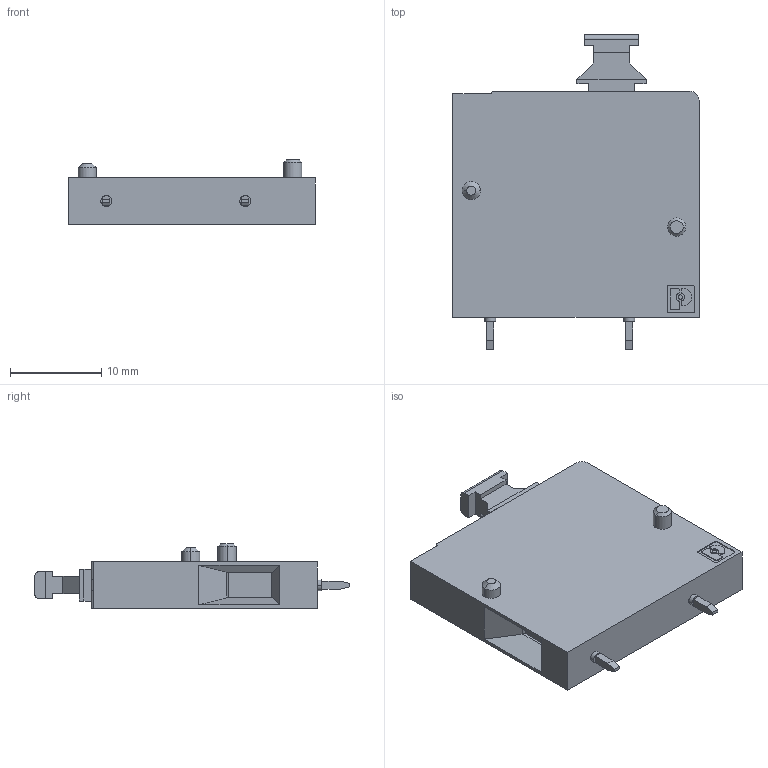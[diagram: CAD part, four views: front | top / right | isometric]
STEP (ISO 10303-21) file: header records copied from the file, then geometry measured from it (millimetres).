
FILE_DESCRIPTION(('SolidDesigner STEP Export'),'1');
FILE_NAME('kds_3-pmt.stp','2000-06-28T11:37:55',(''),(''), 'SolidDesigner STEP processor Version: 7.0(Mar 1999)for AP214(CD)(Solid Model)', 'CoCreate SolidDesigner: 07.50 21-Dec-99(C) CoCreate Software GmbH','');
FILE_SCHEMA(('AUTOMOTIVE_DESIGN_CC2 {1 2 10303 214 -1 1 5 1}'));
Length unit declared in the file: millimetre
Products named in the file (2): kds_3-pmt
Assembly tree (1 placements, depth 2):
  kds_3-pmt
    kds_3-pmt
Bounding box: 27 x 34.5 x 7.08 mm (x, y, z)
Volume: 3364.9 mm3; surface area: 2180.5 mm2
Topology: 1 solids, 1 shells, 158 faces, 389 edges, 249 vertices
Faces by surface type: plane 104, cylinder 46, cone 8
Entity records: 5663 total; most frequent: CARTESIAN_POINT 810, ORIENTED_EDGE 778, DIRECTION 682, EDGE_CURVE 389, VECTOR 256, LINE 256, VERTEX_POINT 249, AXIS2_PLACEMENT_3D 213
